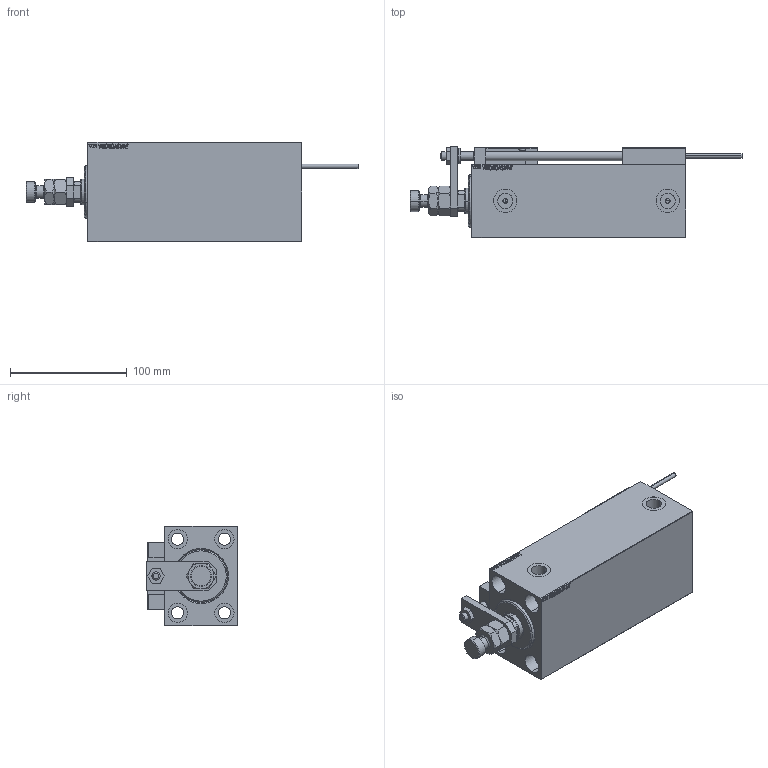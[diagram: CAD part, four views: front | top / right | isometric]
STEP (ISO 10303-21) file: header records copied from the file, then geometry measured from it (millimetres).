
FILE_DESCRIPTION (( 'STEP AP203' ), '1' );
FILE_NAME ('147c.STEP', '2021-11-01T14:24:21', ( '' ), ( '' ), 'SwSTEP 2.0', 'SolidWorks 2019', '' );
FILE_SCHEMA (( 'CONFIG_CONTROL_DESIGN' ));
Length unit declared in the file: millimetre
Products named in the file (16): ALLEN BOLT D8 6cda91b0931c452a4242db6c9dfc8e80; 147c; KONCOVKA 6cda91b0931c452a4242db6c9dfc8e80; V450CM_C_VCP 6cda91b0931c452a4242db6c9dfc8e80; SWITCH DIM B,W 6cda91b0931c452a4242db6c9dfc8e80; V450CM_VC_B 6cda91b0931c452a4242db6c9dfc8e80; SWITCH_X_FRONT_BACK 6cda91b0931c452a4242db6c9dfc8e80; X_Y_MFA 6cda91b0931c452a4242db6c9dfc8e80; MAGNET 6cda91b0931c452a4242db6c9dfc8e80; SWITCH X 6cda91b0931c452a4242db6c9dfc8e80; TYC_L79 6cda91b0931c452a4242db6c9dfc8e80; V450CM_C 6cda91b0931c452a4242db6c9dfc8e80; NUT_D12 6cda91b0931c452a4242db6c9dfc8e80; ALLEN BOLT D5 6cda91b0931c452a4242db6c9dfc8e80; ZARAZKA 6cda91b0931c452a4242db6c9dfc8e80; Block 6cda91b0931c452a4242db6c9dfc8e80
Assembly tree (25 placements, depth 3):
  147c
    V450CM_C 6cda91b0931c452a4242db6c9dfc8e80
    SWITCH X 6cda91b0931c452a4242db6c9dfc8e80
      SWITCH_X_FRONT_BACK 6cda91b0931c452a4242db6c9dfc8e80  x2
      TYC_L79 6cda91b0931c452a4242db6c9dfc8e80
      Block 6cda91b0931c452a4242db6c9dfc8e80  x2
      ALLEN BOLT D5 6cda91b0931c452a4242db6c9dfc8e80  x4
      ALLEN BOLT D8 6cda91b0931c452a4242db6c9dfc8e80  x4
      MAGNET 6cda91b0931c452a4242db6c9dfc8e80  x2
      KONCOVKA 6cda91b0931c452a4242db6c9dfc8e80  x2
    NUT_D12 6cda91b0931c452a4242db6c9dfc8e80
    SWITCH DIM B,W 6cda91b0931c452a4242db6c9dfc8e80
    ZARAZKA 6cda91b0931c452a4242db6c9dfc8e80
    V450CM_C_VCP 6cda91b0931c452a4242db6c9dfc8e80
    V450CM_VC_B 6cda91b0931c452a4242db6c9dfc8e80
    X_Y_MFA 6cda91b0931c452a4242db6c9dfc8e80
Bounding box: 284 x 78.5 x 85 mm (x, y, z)
Volume: 861479.3 mm3; surface area: 170280.8 mm2
Topology: 24 solids, 24 shells, 1351 faces, 3220 edges, 2049 vertices
Faces by surface type: plane 581, bspline 380, cylinder 204, cone 134, torus 48, sphere 4
Entity records: 52590 total; most frequent: CARTESIAN_POINT 26772, ORIENTED_EDGE 5460, DIRECTION 3752, EDGE_CURVE 2730, VERTEX_POINT 1773, VECTOR 1522, LINE 1522, EDGE_LOOP 1269
